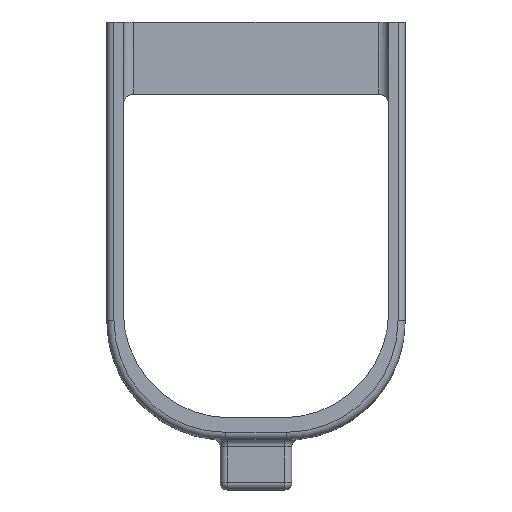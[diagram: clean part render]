
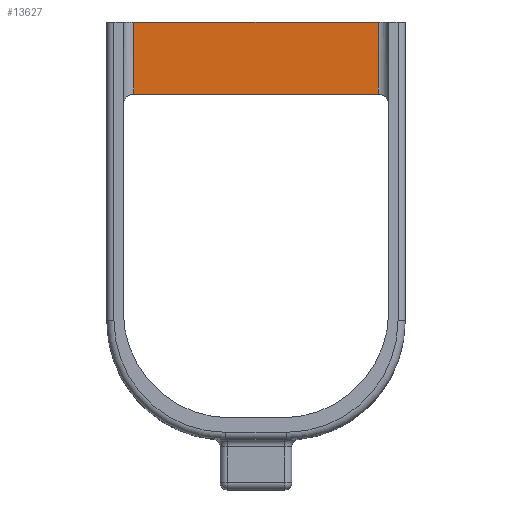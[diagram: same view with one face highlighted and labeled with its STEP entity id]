
A CAD part, top view. The second image highlights one B-rep face of the part: STEP entity #13627.
In plain terms, the highlighted planar face has unit normal (0, 0, 1).
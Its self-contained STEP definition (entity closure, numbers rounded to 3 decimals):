
#19=DIRECTION('',(1.,0.,0.));
#20=VECTOR('',#19,33.9);
#21=CARTESIAN_POINT('',(-16.95,0.,2.5));
#22=LINE('',#21,#20);
#114=DIRECTION('',(1.,0.,0.));
#115=VECTOR('',#114,33.9);
#116=CARTESIAN_POINT('',(-16.95,10.,2.5));
#117=LINE('',#116,#115);
#3430=DIRECTION('',(0.,-1.,0.));
#3431=VECTOR('',#3430,10.);
#3432=CARTESIAN_POINT('',(16.95,10.,2.5));
#3433=LINE('',#3432,#3431);
#3434=DIRECTION('',(0.,1.,0.));
#3435=VECTOR('',#3434,10.);
#3436=CARTESIAN_POINT('',(-16.95,0.,2.5));
#3437=LINE('',#3436,#3435);
#8335=CARTESIAN_POINT('',(16.95,10.,2.5));
#8336=CARTESIAN_POINT('',(16.95,0.,2.5));
#8337=VERTEX_POINT('',#8335);
#8338=VERTEX_POINT('',#8336);
#8348=CARTESIAN_POINT('',(-16.95,0.,2.5));
#8350=VERTEX_POINT('',#8348);
#8351=CARTESIAN_POINT('',(-16.95,10.,2.5));
#8352=VERTEX_POINT('',#8351);
#13615=CARTESIAN_POINT('',(-18.45,0.,2.5));
#13616=DIRECTION('',(0.,0.,1.));
#13617=DIRECTION('',(1.,0.,0.));
#13618=AXIS2_PLACEMENT_3D('',#13615,#13616,#13617);
#13619=PLANE('',#13618);
#13621=ORIENTED_EDGE('',*,*,#13620,.T.);
#13622=ORIENTED_EDGE('',*,*,#10870,.F.);
#13623=ORIENTED_EDGE('',*,*,#13607,.T.);
#13624=ORIENTED_EDGE('',*,*,#10972,.T.);
#13625=EDGE_LOOP('',(#13621,#13622,#13623,#13624));
#13626=FACE_OUTER_BOUND('',#13625,.F.);
#13627=ADVANCED_FACE('',(#13626),#13619,.T.);
#10870=EDGE_CURVE('',#8350,#8338,#22,.T.);
#10972=EDGE_CURVE('',#8352,#8337,#117,.T.);
#13607=EDGE_CURVE('',#8350,#8352,#3437,.T.);
#13620=EDGE_CURVE('',#8337,#8338,#3433,.T.);
